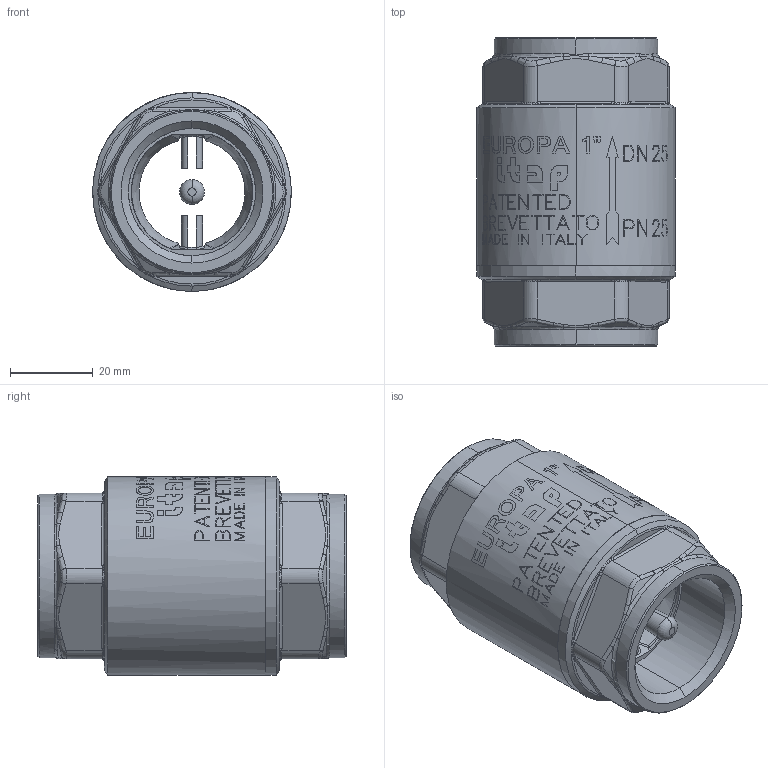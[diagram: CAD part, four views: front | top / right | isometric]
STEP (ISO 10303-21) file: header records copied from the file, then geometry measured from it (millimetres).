
FILE_DESCRIPTION (( 'STEP AP214' ), '1' );
FILE_NAME ('IT-EUROPA10006.STEP', '2018-09-21T09:08:49', ( '' ), ( '' ), 'SwSTEP 2.0', 'SolidWorks 2018', '' );
FILE_SCHEMA (( 'AUTOMOTIVE_DESIGN' ));
Length unit declared in the file: millimetre
Products named in the file (1): IT-EUROPA10006
Bounding box: 47.98 x 74.48 x 48 mm (x, y, z)
Surface area: 21788.3 mm2 (no closed solid volume)
Topology: 0 solids, 3 shells, 413 faces, 1807 edges, 1468 vertices
Faces by surface type: bspline 196, cylinder 118, cone 34, plane 31, torus 30, sphere 4
Entity records: 27283 total; most frequent: CARTESIAN_POINT 16554, ORIENTED_EDGE 3544, EDGE_CURVE 1807, B_SPLINE_CURVE_WITH_KNOTS 1614, VERTEX_POINT 1468, EDGE_LOOP 486, DIRECTION 436, ADVANCED_FACE 413
